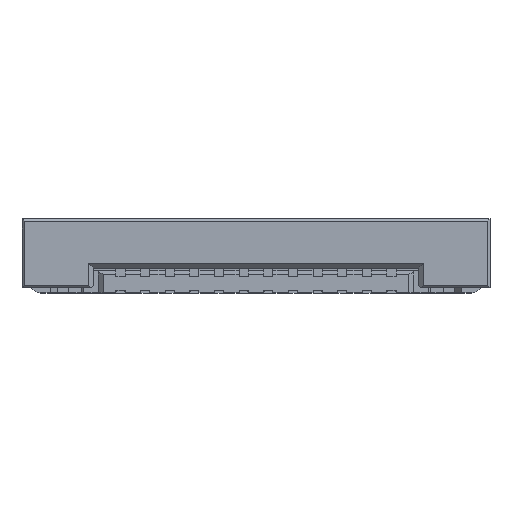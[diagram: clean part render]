
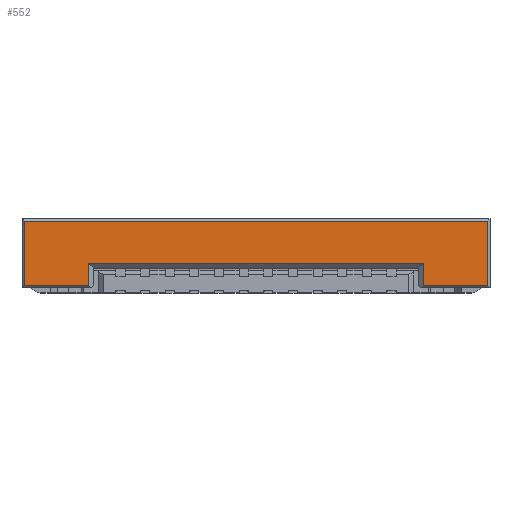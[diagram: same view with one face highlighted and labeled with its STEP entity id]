
A CAD part, top view. The second image highlights one B-rep face of the part: STEP entity #552.
In plain terms, the highlighted planar face has unit normal (0, 0, 1).
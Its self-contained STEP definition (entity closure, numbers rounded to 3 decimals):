
#552=ADVANCED_FACE('',(#1551),#1552,.T.);
#1551=FACE_OUTER_BOUND('',#2582,.T.);
#1552=PLANE('',#2583);
#2582=EDGE_LOOP('',(#6951,#6952,#6953,#6954,#6955,#6956,#6957,#6958));
#2583=AXIS2_PLACEMENT_3D('',#6959,#6960,#6961);
#6951=ORIENTED_EDGE('',*,*,#8810,.F.);
#6952=ORIENTED_EDGE('',*,*,#8811,.F.);
#6953=ORIENTED_EDGE('',*,*,#8812,.T.);
#6954=ORIENTED_EDGE('',*,*,#8813,.F.);
#6955=ORIENTED_EDGE('',*,*,#8809,.F.);
#6956=ORIENTED_EDGE('',*,*,#8805,.T.);
#6957=ORIENTED_EDGE('',*,*,#8814,.T.);
#6958=ORIENTED_EDGE('',*,*,#8815,.T.);
#6959=CARTESIAN_POINT('',(-9.5,3.0,6.7));
#6960=DIRECTION('',(0.0,0.0,1.0));
#6961=DIRECTION('',(1.0,0.0,0.0));
#8805=EDGE_CURVE('',#11389,#11387,#11390,.T.);
#8809=EDGE_CURVE('',#11389,#11392,#11396,.T.);
#8810=EDGE_CURVE('',#11397,#11398,#11399,.T.);
#8811=EDGE_CURVE('',#11400,#11397,#11401,.T.);
#8812=EDGE_CURVE('',#11400,#11402,#11403,.T.);
#8813=EDGE_CURVE('',#11392,#11402,#11404,.T.);
#8814=EDGE_CURVE('',#11387,#11405,#11406,.T.);
#8815=EDGE_CURVE('',#11405,#11398,#11407,.T.);
#11387=VERTEX_POINT('',#15402);
#11389=VERTEX_POINT('',#15405);
#11390=LINE('',#15406,#15407);
#11392=VERTEX_POINT('',#15410);
#11396=LINE('',#15416,#15417);
#11397=VERTEX_POINT('',#15418);
#11398=VERTEX_POINT('',#15419);
#11399=LINE('',#15420,#15421);
#11400=VERTEX_POINT('',#15422);
#11401=LINE('',#15423,#15424);
#11402=VERTEX_POINT('',#15425);
#11403=LINE('',#15426,#15427);
#11404=LINE('',#15428,#15429);
#11405=VERTEX_POINT('',#15430);
#11406=LINE('',#15431,#15432);
#11407=LINE('',#15433,#15434);
#15402=CARTESIAN_POINT('',(-9.412,0.288,6.7));
#15405=CARTESIAN_POINT('',(-9.412,2.912,6.7));
#15406=CARTESIAN_POINT('',(-9.412,2.912,6.7));
#15407=VECTOR('',#17044,2.624);
#15410=CARTESIAN_POINT('',(9.412,2.912,6.7));
#15416=CARTESIAN_POINT('',(-9.412,2.912,6.7));
#15417=VECTOR('',#17048,18.824);
#15418=CARTESIAN_POINT('',(6.8,1.2,6.7));
#15419=CARTESIAN_POINT('',(-6.8,1.2,6.7));
#15420=CARTESIAN_POINT('',(6.8,1.2,6.7));
#15421=VECTOR('',#17049,13.6);
#15422=CARTESIAN_POINT('',(6.8,0.288,6.7));
#15423=CARTESIAN_POINT('',(6.8,0.288,6.7));
#15424=VECTOR('',#17050,0.912);
#15425=CARTESIAN_POINT('',(9.412,0.288,6.7));
#15426=CARTESIAN_POINT('',(6.8,0.288,6.7));
#15427=VECTOR('',#17051,2.612);
#15428=CARTESIAN_POINT('',(9.412,2.912,6.7));
#15429=VECTOR('',#17052,2.624);
#15430=CARTESIAN_POINT('',(-6.8,0.288,6.7));
#15431=CARTESIAN_POINT('',(-9.412,0.288,6.7));
#15432=VECTOR('',#17053,2.612);
#15433=CARTESIAN_POINT('',(-6.8,0.288,6.7));
#15434=VECTOR('',#17054,0.912);
#17044=DIRECTION('',(0.0,-1.0,0.0));
#17048=DIRECTION('',(1.0,0.0,0.0));
#17049=DIRECTION('',(-1.0,0.0,0.0));
#17050=DIRECTION('',(0.0,1.0,0.0));
#17051=DIRECTION('',(1.0,0.0,0.0));
#17052=DIRECTION('',(0.0,-1.0,0.0));
#17053=DIRECTION('',(1.0,0.0,0.0));
#17054=DIRECTION('',(0.0,1.0,0.0));
